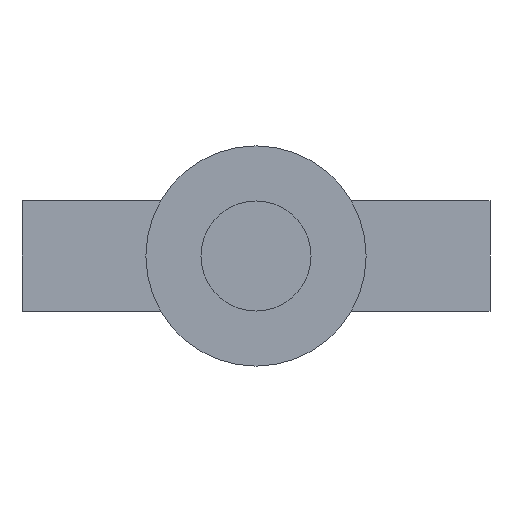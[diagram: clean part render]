
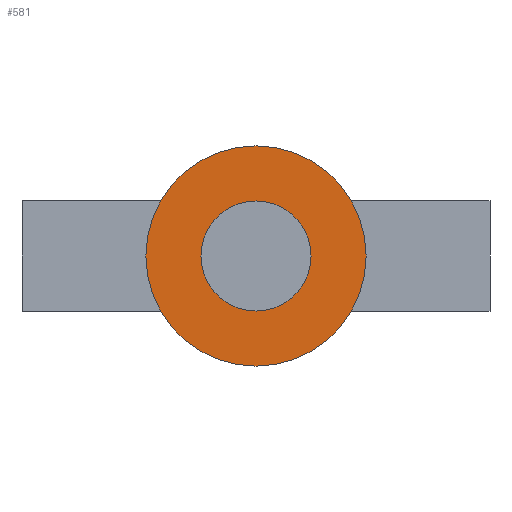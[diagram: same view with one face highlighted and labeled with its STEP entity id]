
A CAD part, front view. The second image highlights one B-rep face of the part: STEP entity #581.
In plain terms, the highlighted planar face has unit normal (0, -1, 0).
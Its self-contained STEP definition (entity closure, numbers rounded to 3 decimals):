
#13 = FACE_OUTER_BOUND ( 'NONE', #243, .T. ) ;
#35 = FACE_BOUND ( 'NONE', #242, .T. ) ;
#78 = DIRECTION ( 'NONE',  ( 0., 0., -1. ) ) ;
#85 = DIRECTION ( 'NONE',  ( 0., -1., 0. ) ) ;
#89 = CARTESIAN_POINT ( 'NONE',  ( -4., 0., 0. ) ) ;
#90 = PLANE ( 'NONE',  #614 ) ;
#166 = CIRCLE ( 'NONE', #175, 2. ) ;
#175 = AXIS2_PLACEMENT_3D ( 'NONE', #495, #496, #497 ) ;
#218 = ORIENTED_EDGE ( 'NONE', *, *, #568, .T. ) ;
#219 = VERTEX_POINT ( 'NONE', #293 ) ;
#223 = ORIENTED_EDGE ( 'NONE', *, *, #550, .F. ) ;
#242 = EDGE_LOOP ( 'NONE', ( #246, #218 ) ) ;
#243 = EDGE_LOOP ( 'NONE', ( #223, #244 ) ) ;
#244 = ORIENTED_EDGE ( 'NONE', *, *, #563, .F. ) ;
#246 = ORIENTED_EDGE ( 'NONE', *, *, #521, .T. ) ;
#250 = VERTEX_POINT ( 'NONE', #311 ) ;
#259 = VERTEX_POINT ( 'NONE', #304 ) ;
#262 = VERTEX_POINT ( 'NONE', #308 ) ;
#293 = CARTESIAN_POINT ( 'NONE',  ( 0., 0., 4. ) ) ;
#304 = CARTESIAN_POINT ( 'NONE',  ( 0., 0., 2. ) ) ;
#308 = CARTESIAN_POINT ( 'NONE',  ( 0., 0., -2. ) ) ;
#311 = CARTESIAN_POINT ( 'NONE',  ( 0., 0., -4. ) ) ;
#323 = DIRECTION ( 'NONE',  ( 0., 0., 1. ) ) ;
#324 = DIRECTION ( 'NONE',  ( 0., 1., 0. ) ) ;
#325 = CARTESIAN_POINT ( 'NONE',  ( 0., 0., 0. ) ) ;
#394 = DIRECTION ( 'NONE',  ( 0., 0., 1. ) ) ;
#395 = DIRECTION ( 'NONE',  ( 0., 1., 0. ) ) ;
#396 = CARTESIAN_POINT ( 'NONE',  ( 0., 0., 0. ) ) ;
#495 = CARTESIAN_POINT ( 'NONE',  ( 0., 0., 0. ) ) ;
#496 = DIRECTION ( 'NONE',  ( 0., 1., 0. ) ) ;
#497 = DIRECTION ( 'NONE',  ( 0., 0., 1. ) ) ;
#503 = DIRECTION ( 'NONE',  ( 0., 0., 1. ) ) ;
#504 = DIRECTION ( 'NONE',  ( 0., 1., 0. ) ) ;
#506 = CARTESIAN_POINT ( 'NONE',  ( 0., 0., 0. ) ) ;
#521 = EDGE_CURVE ( 'NONE', #259, #262, #166, .T. ) ;
#550 = EDGE_CURVE ( 'NONE', #219, #250, #637, .T. ) ;
#563 = EDGE_CURVE ( 'NONE', #250, #219, #634, .T. ) ;
#568 = EDGE_CURVE ( 'NONE', #262, #259, #631, .T. ) ;
#581 = ADVANCED_FACE ( 'NONE', ( #35, #13 ), #90, .T. ) ;
#614 = AXIS2_PLACEMENT_3D ( 'NONE', #89, #85, #78 ) ;
#618 = AXIS2_PLACEMENT_3D ( 'NONE', #506, #504, #503 ) ;
#631 = CIRCLE ( 'NONE', #618, 2. ) ;
#632 = AXIS2_PLACEMENT_3D ( 'NONE', #325, #324, #323 ) ;
#634 = CIRCLE ( 'NONE', #632, 4. ) ;
#637 = CIRCLE ( 'NONE', #646, 4. ) ;
#646 = AXIS2_PLACEMENT_3D ( 'NONE', #396, #395, #394 ) ;
